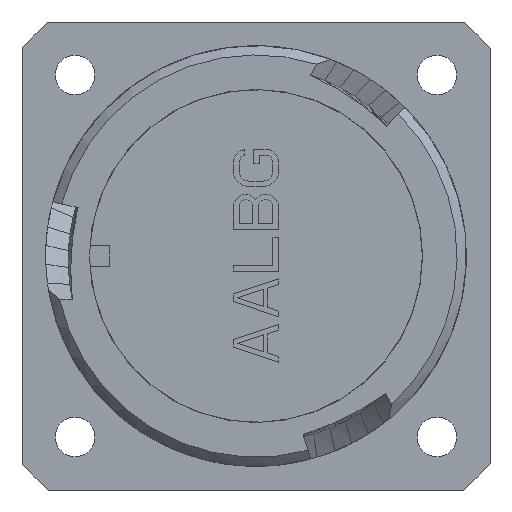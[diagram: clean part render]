
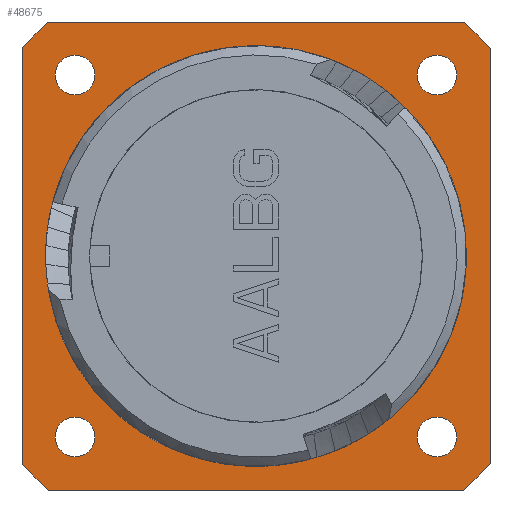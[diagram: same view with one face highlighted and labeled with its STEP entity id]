
A CAD part, left-side view. The second image highlights one B-rep face of the part: STEP entity #48675.
In plain terms, the highlighted planar face has unit normal (-1, 0, 0).
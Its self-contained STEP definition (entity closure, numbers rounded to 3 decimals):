
#579=CARTESIAN_POINT('',(23.05,0.,0.));
#580=DIRECTION('',(1.,0.,0.));
#581=DIRECTION('',(0.,1.,0.));
#582=AXIS2_PLACEMENT_3D('',#579,#580,#581);
#1561=CARTESIAN_POINT('',(23.05,0.,0.));
#1562=DIRECTION('',(-1.,0.,0.));
#1563=DIRECTION('',(0.,1.,0.));
#1564=AXIS2_PLACEMENT_3D('',#1561,#1562,#1563);
#2867=DIRECTION('',(0.,0.,1.));
#2868=VECTOR('',#2867,33.714);
#2869=CARTESIAN_POINT('',(23.05,19.,-16.857));
#2870=LINE('4306',#2869,#2868);
#2871=CARTESIAN_POINT('',(23.05,0.,0.));
#2872=DIRECTION('',(1.,0.,0.));
#2873=DIRECTION('',(0.,0.748,0.664));
#2874=AXIS2_PLACEMENT_3D('',#2871,#2872,#2873);
#2876=DIRECTION('',(0.,-1.,0.));
#2877=VECTOR('',#2876,33.714);
#2878=CARTESIAN_POINT('',(23.05,16.857,19.));
#2879=LINE('3700',#2878,#2877);
#2880=CARTESIAN_POINT('',(23.05,0.,0.));
#2881=DIRECTION('',(1.,0.,0.));
#2882=DIRECTION('',(0.,-0.664,0.748));
#2883=AXIS2_PLACEMENT_3D('',#2880,#2881,#2882);
#2885=DIRECTION('',(0.,0.,-1.));
#2886=VECTOR('',#2885,33.714);
#2887=CARTESIAN_POINT('',(23.05,-19.,16.857));
#2888=LINE('3699',#2887,#2886);
#2889=CARTESIAN_POINT('',(23.05,0.,0.));
#2890=DIRECTION('',(-1.,0.,0.));
#2891=DIRECTION('',(0.,-0.664,-0.748));
#2892=AXIS2_PLACEMENT_3D('',#2889,#2890,#2891);
#2894=DIRECTION('',(0.,1.,0.));
#2895=VECTOR('',#2894,33.714);
#2896=CARTESIAN_POINT('',(23.05,-16.857,-19.));
#2897=LINE('3698',#2896,#2895);
#2898=CARTESIAN_POINT('',(23.05,0.,0.));
#2899=DIRECTION('',(-1.,0.,0.));
#2900=DIRECTION('',(0.,0.748,-0.664));
#2901=AXIS2_PLACEMENT_3D('',#2898,#2899,#2900);
#2903=CARTESIAN_POINT('',(23.05,14.695,-14.695));
#2904=DIRECTION('',(1.,0.,0.));
#2905=DIRECTION('',(0.,0.,-1.));
#2906=AXIS2_PLACEMENT_3D('',#2903,#2904,#2905);
#2908=CARTESIAN_POINT('',(23.05,14.695,-14.695));
#2909=DIRECTION('',(1.,0.,0.));
#2910=DIRECTION('',(0.,0.,1.));
#2911=AXIS2_PLACEMENT_3D('',#2908,#2909,#2910);
#2913=CARTESIAN_POINT('',(23.05,14.695,14.695));
#2914=DIRECTION('',(1.,0.,0.));
#2915=DIRECTION('',(0.,0.,-1.));
#2916=AXIS2_PLACEMENT_3D('',#2913,#2914,#2915);
#2918=CARTESIAN_POINT('',(23.05,14.695,14.695));
#2919=DIRECTION('',(1.,0.,0.));
#2920=DIRECTION('',(0.,0.,1.));
#2921=AXIS2_PLACEMENT_3D('',#2918,#2919,#2920);
#2923=CARTESIAN_POINT('',(23.05,-14.695,14.695));
#2924=DIRECTION('',(1.,0.,0.));
#2925=DIRECTION('',(0.,0.,-1.));
#2926=AXIS2_PLACEMENT_3D('',#2923,#2924,#2925);
#2928=CARTESIAN_POINT('',(23.05,-14.695,14.695));
#2929=DIRECTION('',(1.,0.,0.));
#2930=DIRECTION('',(0.,0.,1.));
#2931=AXIS2_PLACEMENT_3D('',#2928,#2929,#2930);
#2933=CARTESIAN_POINT('',(23.05,-14.695,-14.695));
#2934=DIRECTION('',(1.,0.,0.));
#2935=DIRECTION('',(0.,0.,-1.));
#2936=AXIS2_PLACEMENT_3D('',#2933,#2934,#2935);
#2938=CARTESIAN_POINT('',(23.05,-14.695,-14.695));
#2939=DIRECTION('',(1.,0.,0.));
#2940=DIRECTION('',(0.,0.,1.));
#2941=AXIS2_PLACEMENT_3D('',#2938,#2939,#2940);
#36544=CARTESIAN_POINT('',(23.05,17.08,0.));
#36545=CARTESIAN_POINT('',(23.05,-17.08,0.));
#36546=VERTEX_POINT('',#36544);
#36547=VERTEX_POINT('',#36545);
#36560=CARTESIAN_POINT('',(23.05,-16.857,-19.));
#36561=CARTESIAN_POINT('',(23.05,16.857,-19.));
#36562=VERTEX_POINT('',#36560);
#36563=VERTEX_POINT('',#36561);
#36564=CARTESIAN_POINT('',(23.05,-19.,16.857));
#36565=CARTESIAN_POINT('',(23.05,-19.,-16.857));
#36566=VERTEX_POINT('',#36564);
#36567=VERTEX_POINT('',#36565);
#36568=CARTESIAN_POINT('',(23.05,16.857,19.));
#36569=CARTESIAN_POINT('',(23.05,-16.857,19.));
#36570=VERTEX_POINT('',#36568);
#36571=VERTEX_POINT('',#36569);
#36695=CARTESIAN_POINT('',(23.05,14.695,-16.31));
#36696=CARTESIAN_POINT('',(23.05,14.695,-13.08));
#36697=VERTEX_POINT('',#36695);
#36698=VERTEX_POINT('',#36696);
#36699=CARTESIAN_POINT('',(23.05,14.695,13.08));
#36700=CARTESIAN_POINT('',(23.05,14.695,16.31));
#36701=VERTEX_POINT('',#36699);
#36702=VERTEX_POINT('',#36700);
#36703=CARTESIAN_POINT('',(23.05,-14.695,13.08));
#36704=CARTESIAN_POINT('',(23.05,-14.695,16.31));
#36705=VERTEX_POINT('',#36703);
#36706=VERTEX_POINT('',#36704);
#36707=CARTESIAN_POINT('',(23.05,-14.695,-16.31));
#36708=CARTESIAN_POINT('',(23.05,-14.695,-13.08));
#36709=VERTEX_POINT('',#36707);
#36710=VERTEX_POINT('',#36708);
#36711=CARTESIAN_POINT('',(23.05,19.,16.857));
#36713=VERTEX_POINT('',#36711);
#36715=CARTESIAN_POINT('',(23.05,19.,-16.857));
#36717=VERTEX_POINT('',#36715);
#48624=CARTESIAN_POINT('',(23.05,0.,0.));
#48625=DIRECTION('',(1.,0.,0.));
#48626=DIRECTION('',(0.,-1.,0.));
#48627=AXIS2_PLACEMENT_3D('',#48624,#48625,#48626);
#48628=PLANE('249',#48627);
#48630=ORIENTED_EDGE('4306',*,*,#48629,.T.);
#48632=ORIENTED_EDGE('3849',*,*,#48631,.T.);
#48634=ORIENTED_EDGE('3700',*,*,#48633,.T.);
#48636=ORIENTED_EDGE('3850',*,*,#48635,.T.);
#48638=ORIENTED_EDGE('3699',*,*,#48637,.T.);
#48640=ORIENTED_EDGE('3854',*,*,#48639,.F.);
#48642=ORIENTED_EDGE('3698',*,*,#48641,.T.);
#48644=ORIENTED_EDGE('3853',*,*,#48643,.F.);
#48645=EDGE_LOOP('249',(#48630,#48632,#48634,#48636,#48638,#48640,#48642,
#48644));
#48646=FACE_OUTER_BOUND('249',#48645,.F.);
#48647=ORIENTED_EDGE('3694',*,*,#45617,.T.);
#48648=ORIENTED_EDGE('3693',*,*,#43350,.F.);
#48649=EDGE_LOOP('249',(#48647,#48648));
#48650=FACE_BOUND('249',#48649,.F.);
#48652=ORIENTED_EDGE('3821',*,*,#48651,.F.);
#48654=ORIENTED_EDGE('3822',*,*,#48653,.F.);
#48655=EDGE_LOOP('249',(#48652,#48654));
#48656=FACE_BOUND('249',#48655,.F.);
#48658=ORIENTED_EDGE('3823',*,*,#48657,.F.);
#48660=ORIENTED_EDGE('3824',*,*,#48659,.F.);
#48661=EDGE_LOOP('249',(#48658,#48660));
#48662=FACE_BOUND('249',#48661,.F.);
#48664=ORIENTED_EDGE('3825',*,*,#48663,.F.);
#48666=ORIENTED_EDGE('3826',*,*,#48665,.F.);
#48667=EDGE_LOOP('249',(#48664,#48666));
#48668=FACE_BOUND('249',#48667,.F.);
#48670=ORIENTED_EDGE('3827',*,*,#48669,.F.);
#48672=ORIENTED_EDGE('3828',*,*,#48671,.F.);
#48673=EDGE_LOOP('249',(#48670,#48672));
#48674=FACE_BOUND('249',#48673,.F.);
#583=CIRCLE('3693',#582,17.08);
#1565=CIRCLE('3694',#1564,17.08);
#2875=CIRCLE('3849',#2874,25.4);
#2884=CIRCLE('3850',#2883,25.4);
#2893=CIRCLE('3854',#2892,25.4);
#2902=CIRCLE('3853',#2901,25.4);
#2907=CIRCLE('3821',#2906,1.615);
#2912=CIRCLE('3822',#2911,1.615);
#2917=CIRCLE('3823',#2916,1.615);
#2922=CIRCLE('3824',#2921,1.615);
#2927=CIRCLE('3825',#2926,1.615);
#2932=CIRCLE('3826',#2931,1.615);
#2937=CIRCLE('3827',#2936,1.615);
#2942=CIRCLE('3828',#2941,1.615);
#43350=EDGE_CURVE('3693',#36546,#36547,#583,.T.);
#45617=EDGE_CURVE('3694',#36546,#36547,#1565,.T.);
#48629=EDGE_CURVE('4306',#36717,#36713,#2870,.T.);
#48631=EDGE_CURVE('3849',#36713,#36570,#2875,.T.);
#48633=EDGE_CURVE('3700',#36570,#36571,#2879,.T.);
#48635=EDGE_CURVE('3850',#36571,#36566,#2884,.T.);
#48637=EDGE_CURVE('3699',#36566,#36567,#2888,.T.);
#48639=EDGE_CURVE('3854',#36562,#36567,#2893,.T.);
#48641=EDGE_CURVE('3698',#36562,#36563,#2897,.T.);
#48643=EDGE_CURVE('3853',#36717,#36563,#2902,.T.);
#48651=EDGE_CURVE('3821',#36697,#36698,#2907,.T.);
#48653=EDGE_CURVE('3822',#36698,#36697,#2912,.T.);
#48657=EDGE_CURVE('3823',#36701,#36702,#2917,.T.);
#48659=EDGE_CURVE('3824',#36702,#36701,#2922,.T.);
#48663=EDGE_CURVE('3825',#36705,#36706,#2927,.T.);
#48665=EDGE_CURVE('3826',#36706,#36705,#2932,.T.);
#48669=EDGE_CURVE('3827',#36709,#36710,#2937,.T.);
#48671=EDGE_CURVE('3828',#36710,#36709,#2942,.T.);
#48675=ADVANCED_FACE('249',(#48646,#48650,#48656,#48662,#48668,#48674),#48628,
.F.);
